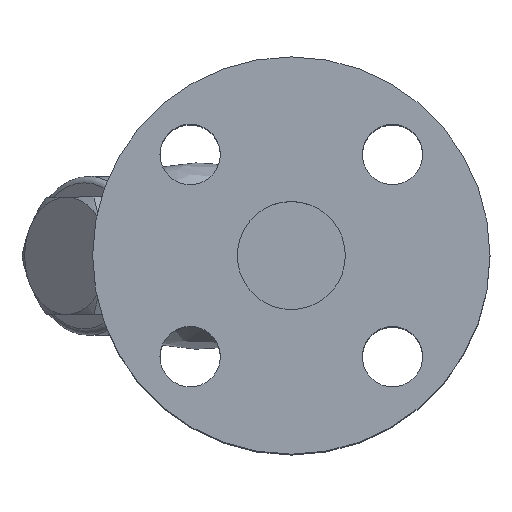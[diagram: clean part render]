
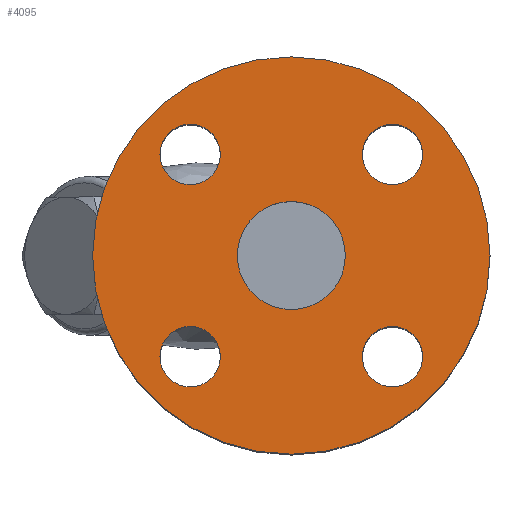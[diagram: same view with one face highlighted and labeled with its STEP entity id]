
A CAD part, top view. The second image highlights one B-rep face of the part: STEP entity #4095.
In plain terms, the highlighted planar face has unit normal (0, 0, 1).
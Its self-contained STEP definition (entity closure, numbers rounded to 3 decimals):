
#2929=CARTESIAN_POINT('',(17.,0.0,80.0));
#2930=VERTEX_POINT('',#2929);
#2931=CARTESIAN_POINT('',(0.,0.0,80.0));
#2932=DIRECTION('',(0.0,0.0,-1.0));
#2933=DIRECTION('',(1.0,0.0,0.0));
#2934=AXIS2_PLACEMENT_3D('',#2931,#2932,#2933);
#2935=CIRCLE('',#2934,17.0);
#2936=EDGE_CURVE('',#2930,#2930,#2935,.T.);
#3110=CARTESIAN_POINT('',(62.5,0.,80.));
#3111=VERTEX_POINT('',#3110);
#3112=CARTESIAN_POINT('',(0.,0.0,80.0));
#3113=DIRECTION('',(0.0,0.0,-1.0));
#3114=DIRECTION('',(-1.0,0.0,0.0));
#3115=AXIS2_PLACEMENT_3D('',#3112,#3113,#3114);
#3116=CIRCLE('',#3115,62.5);
#3117=EDGE_CURVE('',#3111,#3111,#3116,.T.);
#3133=CARTESIAN_POINT('',(-31.82,41.32,80.));
#3134=VERTEX_POINT('',#3133);
#3135=CARTESIAN_POINT('',(-31.82,31.82,80.0));
#3136=DIRECTION('',(0.0,0.0,-1.0));
#3137=DIRECTION('',(0.0,1.0,0.0));
#3138=AXIS2_PLACEMENT_3D('',#3135,#3136,#3137);
#3139=CIRCLE('',#3138,9.5);
#3140=EDGE_CURVE('',#3134,#3134,#3139,.T.);
#3153=CARTESIAN_POINT('',(-41.32,-31.82,80.));
#3154=VERTEX_POINT('',#3153);
#3155=CARTESIAN_POINT('',(-31.82,-31.82,80.0));
#3156=DIRECTION('',(0.0,0.0,-1.0));
#3157=DIRECTION('',(-1.0,0.0,0.0));
#3158=AXIS2_PLACEMENT_3D('',#3155,#3156,#3157);
#3159=CIRCLE('',#3158,9.5);
#3160=EDGE_CURVE('',#3154,#3154,#3159,.T.);
#3173=CARTESIAN_POINT('',(31.82,-41.32,80.));
#3174=VERTEX_POINT('',#3173);
#3175=CARTESIAN_POINT('',(31.82,-31.82,80.0));
#3176=DIRECTION('',(0.0,0.0,-1.0));
#3177=DIRECTION('',(0.0,-1.0,0.0));
#3178=AXIS2_PLACEMENT_3D('',#3175,#3176,#3177);
#3179=CIRCLE('',#3178,9.5);
#3180=EDGE_CURVE('',#3174,#3174,#3179,.T.);
#3193=CARTESIAN_POINT('',(41.32,31.82,80.));
#3194=VERTEX_POINT('',#3193);
#3195=CARTESIAN_POINT('',(31.82,31.82,80.0));
#3196=DIRECTION('',(0.0,0.0,-1.0));
#3197=DIRECTION('',(1.0,0.0,0.0));
#3198=AXIS2_PLACEMENT_3D('',#3195,#3196,#3197);
#3199=CIRCLE('',#3198,9.5);
#3200=EDGE_CURVE('',#3194,#3194,#3199,.T.);
#4072=CARTESIAN_POINT('',(0.,0.0,80.0));
#4073=DIRECTION('',(0.0,0.0,1.0));
#4074=DIRECTION('',(1.0,0.0,0.0));
#4075=AXIS2_PLACEMENT_3D('',#4072,#4073,#4074);
#4076=PLANE('',#4075);
#4077=ORIENTED_EDGE('',*,*,#3117,.F.);
#4078=EDGE_LOOP('',(#4077));
#4079=FACE_OUTER_BOUND('',#4078,.T.);
#4080=ORIENTED_EDGE('',*,*,#2936,.T.);
#4081=EDGE_LOOP('',(#4080));
#4082=FACE_BOUND('',#4081,.T.);
#4083=ORIENTED_EDGE('',*,*,#3140,.T.);
#4084=EDGE_LOOP('',(#4083));
#4085=FACE_BOUND('',#4084,.T.);
#4086=ORIENTED_EDGE('',*,*,#3160,.T.);
#4087=EDGE_LOOP('',(#4086));
#4088=FACE_BOUND('',#4087,.T.);
#4089=ORIENTED_EDGE('',*,*,#3180,.T.);
#4090=EDGE_LOOP('',(#4089));
#4091=FACE_BOUND('',#4090,.T.);
#4092=ORIENTED_EDGE('',*,*,#3200,.T.);
#4093=EDGE_LOOP('',(#4092));
#4094=FACE_BOUND('',#4093,.T.);
#4095=ADVANCED_FACE('',(#4079,#4082,#4085,#4088,#4091,#4094),#4076,.T.);
